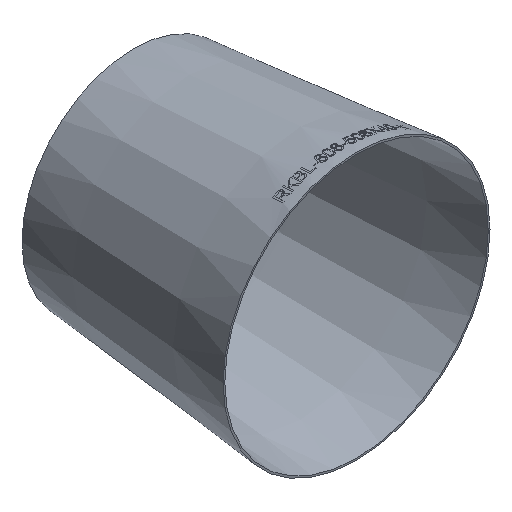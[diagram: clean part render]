
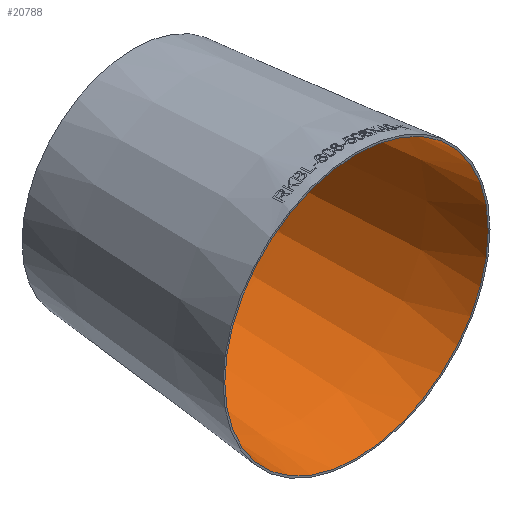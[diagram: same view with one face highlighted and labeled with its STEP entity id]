
A CAD part, isometric view. The second image highlights one B-rep face of the part: STEP entity #20788.
In plain terms, the highlighted conical face has half-angle 5.621 degrees and reference radius 299.981 mm.
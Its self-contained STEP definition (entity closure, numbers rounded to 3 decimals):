
#1325 = EDGE_CURVE ( 'NONE', #11300, #11300, #45741, .T. ) ;
#2129 = AXIS2_PLACEMENT_3D ( 'NONE', #22492, #2762, #47547 ) ;
#2762 = DIRECTION ( 'NONE',  ( 0., -1., 0. ) ) ;
#5285 = EDGE_LOOP ( 'NONE', ( #24083 ) ) ;
#6495 = AXIS2_PLACEMENT_3D ( 'NONE', #10466, #46584, #22846 ) ;
#8292 = EDGE_CURVE ( 'NONE', #23154, #23154, #13858, .T. ) ;
#10466 = CARTESIAN_POINT ( 'NONE',  ( 0., 0., 0. ) ) ;
#11300 = VERTEX_POINT ( 'NONE', #35024 ) ;
#11482 = DIRECTION ( 'NONE',  ( 0., 0., -1. ) ) ;
#13858 = CIRCLE ( 'NONE', #2129, 249.981 ) ;
#20788 = ADVANCED_FACE ( 'NONE', ( #46322, #26788 ), #22443, .F. ) ;
#22443 = CONICAL_SURFACE ( 'NONE', #6495, 299.981, 0.098 ) ;
#22492 = CARTESIAN_POINT ( 'NONE',  ( 0., 508., 0. ) ) ;
#22846 = DIRECTION ( 'NONE',  ( 0., 0., -1. ) ) ;
#23154 = VERTEX_POINT ( 'NONE', #27617 ) ;
#24083 = ORIENTED_EDGE ( 'NONE', *, *, #1325, .T. ) ;
#26788 = FACE_OUTER_BOUND ( 'NONE', #5285, .T. ) ;
#27617 = CARTESIAN_POINT ( 'NONE',  ( 0., 508., -249.981 ) ) ;
#31363 = EDGE_LOOP ( 'NONE', ( #51280 ) ) ;
#35024 = CARTESIAN_POINT ( 'NONE',  ( 0., 0., -299.981 ) ) ;
#43260 = AXIS2_PLACEMENT_3D ( 'NONE', #50776, #47609, #11482 ) ;
#45741 = CIRCLE ( 'NONE', #43260, 299.981 ) ;
#46322 = FACE_BOUND ( 'NONE', #31363, .T. ) ;
#46584 = DIRECTION ( 'NONE',  ( 0., -1., 0. ) ) ;
#47547 = DIRECTION ( 'NONE',  ( 0., 0., -1. ) ) ;
#47609 = DIRECTION ( 'NONE',  ( 0., -1., 0. ) ) ;
#50776 = CARTESIAN_POINT ( 'NONE',  ( 0., 0., 0. ) ) ;
#51280 = ORIENTED_EDGE ( 'NONE', *, *, #8292, .F. ) ;
